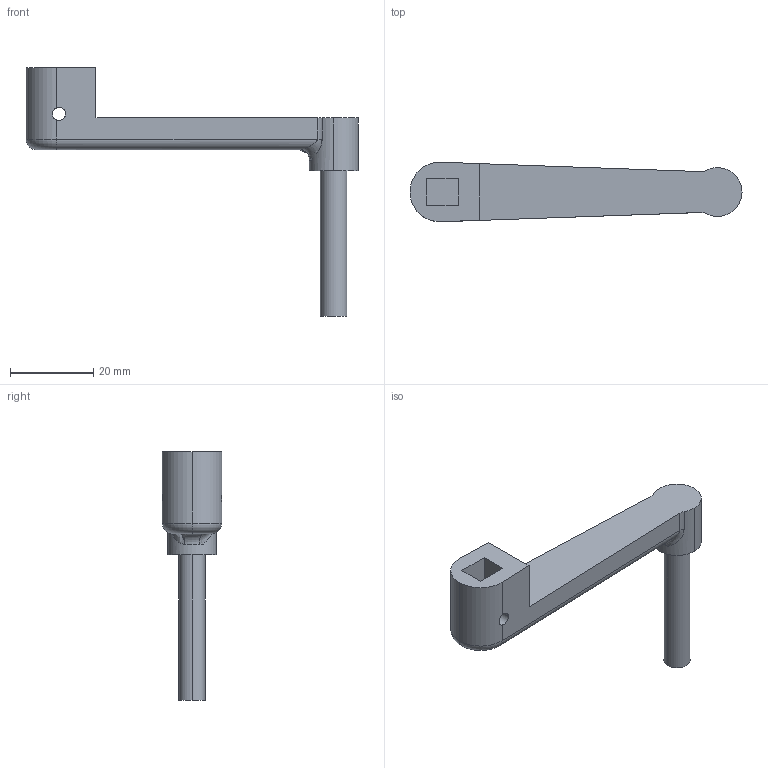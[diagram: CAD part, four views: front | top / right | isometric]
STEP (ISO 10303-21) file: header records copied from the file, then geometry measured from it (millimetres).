
FILE_DESCRIPTION(('produced by SPATIAL CORP'),'2;1');
FILE_NAME( 'handle_a.prt.hh.sat.stp', '2002-04-19T13:30:30+00:00',('SPATIAL CORP'),('SPATIAL CORP'), 'ACIS STEP Husk','http://www.spatial.com','SPATIAL CORP');
FILE_SCHEMA(('CONFIG_CONTROL_DESIGN'));
Length unit declared in the file: millimetre
Products named in the file (1): PRODUCT_ID_1
Bounding box: 79.66 x 14.29 x 59.69 mm (x, y, z)
Volume: 10357.4 mm3; surface area: 5052 mm2
Topology: 1 solids, 1 shells, 33 faces, 86 edges, 55 vertices
Faces by surface type: cylinder 15, plane 13, torus 3, bspline 2
Entity records: 7842 total; most frequent: CARTESIAN_POINT 6963, ORIENTED_EDGE 172, DIRECTION 154, EDGE_CURVE 86, AXIS2_PLACEMENT_3D 56, VERTEX_POINT 55, VECTOR 42, LINE 42
